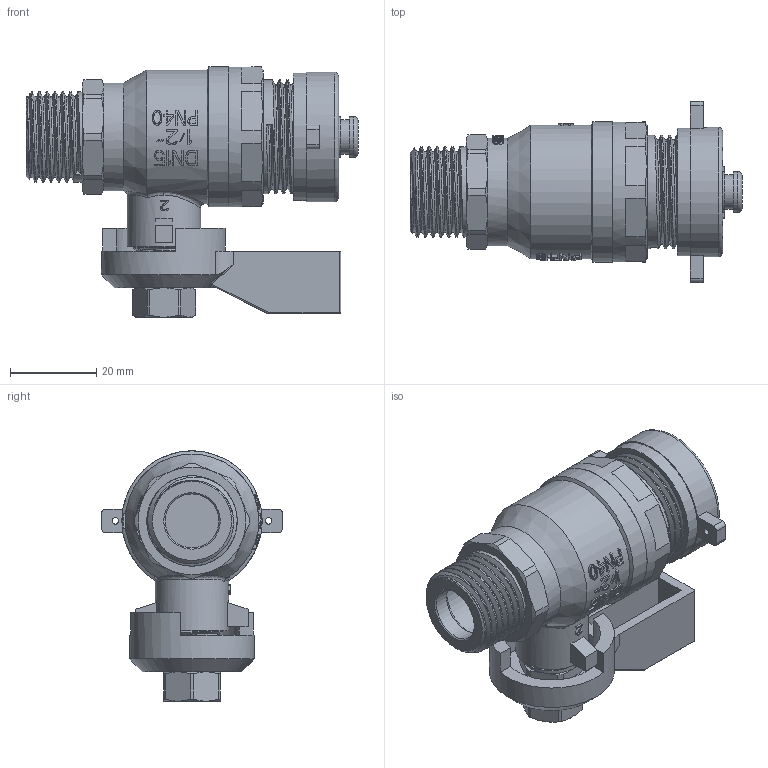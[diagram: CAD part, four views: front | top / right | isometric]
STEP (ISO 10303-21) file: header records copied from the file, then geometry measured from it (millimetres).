
FILE_DESCRIPTION(/* description */ ('Unknown','CAx-IF Rec.Pracs.---Representation and Presentation of Product Manufacturing Information (PMI)---4.0---2014-10-13','CAx-IF Rec.Pracs.---3D Tessellated Geometry---0.4---2014-09-14','2;1'),/* implementation_level */ '2;1');
FILE_NAME(/* name */ '1542-45',/* time_stamp */ '2023-12-20T09:43:59+01:00',/* author */ ('Unknown'),/* organization */ ('Unknown'),/* preprocessor_version */ 'ST-DEVELOPER v18.102',/* originating_system */ 'Solid Edge',/* authorisation */ 'Unknown');
FILE_SCHEMA (('AP242_MANAGED_MODEL_BASED_3D_ENGINEERING_MIM_LF { 1 0 10303 442 1 1 4 }'));
Length unit declared in the file: millimetre
Products named in the file (14): 1542-45; VJ0101345404G; VT13017704; PTR-16245-12; VT120015-M8-6-8-4; 91000606-06E_Einflügelgriff 1; VT07409004; VT06000204; VT04500405; 8-9378IA-015020-02; VT13016804; VT03601704; VT13013804; VT05601204
Assembly tree (14 placements, depth 2):
  1542-45
    VJ0101345404G
    VT13017704
    PTR-16245-12
    VT120015-M8-6-8-4
    91000606-06E_Einflügelgriff 1
    VT07409004
    VT06000204
    VT04500405  x2
    8-9378IA-015020-02
    VT13016804
    VT03601704
    VT13013804
    VT05601204
Bounding box: 77 x 42 x 58.05 mm (x, y, z)
Volume: 39539.9 mm3; surface area: 33236.7 mm2
Topology: 14 solids, 14 shells, 922 faces, 2528 edges, 1678 vertices
Faces by surface type: plane 554, cylinder 158, bspline 119, cone 74, torus 11, sphere 6
Full cylindrical faces by diameter (mm): 1.5 x2, 8 x1, 9 x4, 9.3 x1, 9.5 x2, 11 x2, 12 x2, 12.5 x4, 14 x5, 15 x3, 17 x1, 18 x1, 20 x2, 20.955 x5, 21 x2, 22.5 x1, 24 x1, 24.117 x3, 25 x1, 26 x6, 26.3 x1, 26.441 x6, 27 x1, 29 x1, 29.2 x1, 29.5 x1, 30 x1, 31 x1, 32.5 x2
Entity records: 41706 total; most frequent: CARTESIAN_POINT 19627, ORIENTED_EDGE 4722, DIRECTION 4259, EDGE_CURVE 2361, AXIS2_PLACEMENT_3D 1713, VERTEX_POINT 1625, EDGE_LOOP 1034, FACE_BOUND 1034
